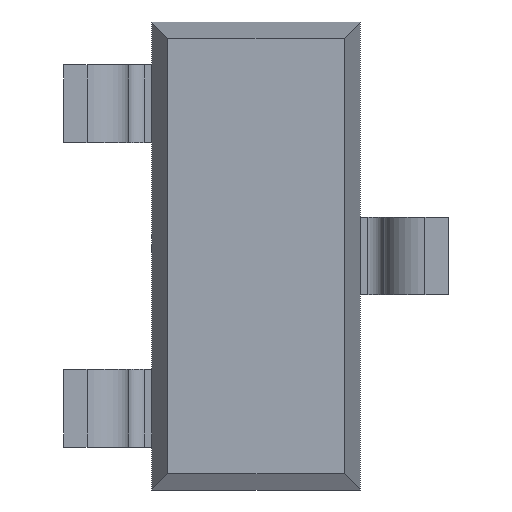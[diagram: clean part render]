
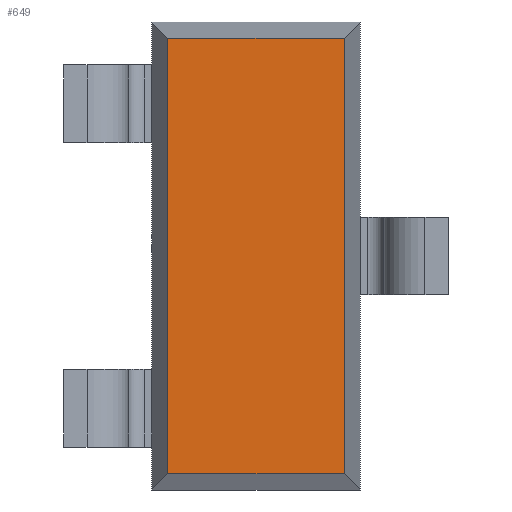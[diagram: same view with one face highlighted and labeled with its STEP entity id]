
A CAD part, front view. The second image highlights one B-rep face of the part: STEP entity #649.
In plain terms, the highlighted planar face has unit normal (0, -1, 0).
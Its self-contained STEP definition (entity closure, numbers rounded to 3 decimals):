
#18 = VECTOR ( 'NONE', #1533, 1000. ) ;
#113 = ORIENTED_EDGE ( 'NONE', *, *, #630, .T. ) ;
#115 = LINE ( 'NONE', #395, #410 ) ;
#227 = DIRECTION ( 'NONE',  ( 0., 0., 1. ) ) ;
#245 = EDGE_CURVE ( 'NONE', #1845, #494, #673, .T. ) ;
#275 = ORIENTED_EDGE ( 'NONE', *, *, #1362, .T. ) ;
#282 = CARTESIAN_POINT ( 'NONE',  ( 0.55, 0.1, 1.36 ) ) ;
#380 = CARTESIAN_POINT ( 'NONE',  ( 0.55, 0.1, -1.36 ) ) ;
#395 = CARTESIAN_POINT ( 'NONE',  ( -0.65, 0.1, -1.36 ) ) ;
#410 = VECTOR ( 'NONE', #1284, 1000. ) ;
#438 = VECTOR ( 'NONE', #227, 1000. ) ;
#494 = VERTEX_POINT ( 'NONE', #1349 ) ;
#520 = CARTESIAN_POINT ( 'NONE',  ( 0., 0.1, 0. ) ) ;
#532 = CARTESIAN_POINT ( 'NONE',  ( 0.55, 0.1, -1.46 ) ) ;
#547 = EDGE_LOOP ( 'NONE', ( #275, #113, #843, #1508 ) ) ;
#630 = EDGE_CURVE ( 'NONE', #1373, #717, #647, .T. ) ;
#637 = FACE_OUTER_BOUND ( 'NONE', #547, .T. ) ;
#647 = LINE ( 'NONE', #532, #438 ) ;
#649 = ADVANCED_FACE ( 'NONE', ( #637 ), #1670, .T. ) ;
#673 = LINE ( 'NONE', #1104, #1836 ) ;
#717 = VERTEX_POINT ( 'NONE', #282 ) ;
#843 = ORIENTED_EDGE ( 'NONE', *, *, #1793, .T. ) ;
#943 = CARTESIAN_POINT ( 'NONE',  ( -0.55, 0.1, 1.36 ) ) ;
#1076 = LINE ( 'NONE', #1648, #18 ) ;
#1104 = CARTESIAN_POINT ( 'NONE',  ( -0.55, 0.1, 1.46 ) ) ;
#1213 = DIRECTION ( 'NONE',  ( 0., -1., 0. ) ) ;
#1284 = DIRECTION ( 'NONE',  ( 1., 0., 0. ) ) ;
#1349 = CARTESIAN_POINT ( 'NONE',  ( -0.55, 0.1, -1.36 ) ) ;
#1362 = EDGE_CURVE ( 'NONE', #494, #1373, #115, .T. ) ;
#1373 = VERTEX_POINT ( 'NONE', #380 ) ;
#1432 = AXIS2_PLACEMENT_3D ( 'NONE', #520, #1213, #1791 ) ;
#1508 = ORIENTED_EDGE ( 'NONE', *, *, #245, .T. ) ;
#1533 = DIRECTION ( 'NONE',  ( -1., 0., 0. ) ) ;
#1648 = CARTESIAN_POINT ( 'NONE',  ( 0.65, 0.1, 1.36 ) ) ;
#1670 = PLANE ( 'NONE',  #1432 ) ;
#1694 = DIRECTION ( 'NONE',  ( 0., 0., -1. ) ) ;
#1791 = DIRECTION ( 'NONE',  ( 0., 0., -1. ) ) ;
#1793 = EDGE_CURVE ( 'NONE', #717, #1845, #1076, .T. ) ;
#1836 = VECTOR ( 'NONE', #1694, 1000. ) ;
#1845 = VERTEX_POINT ( 'NONE', #943 ) ;
